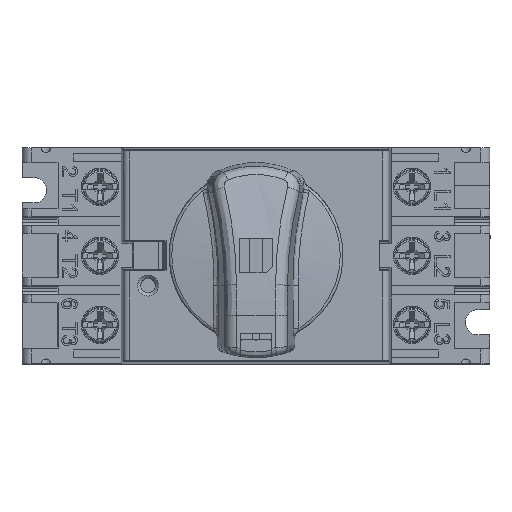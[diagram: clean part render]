
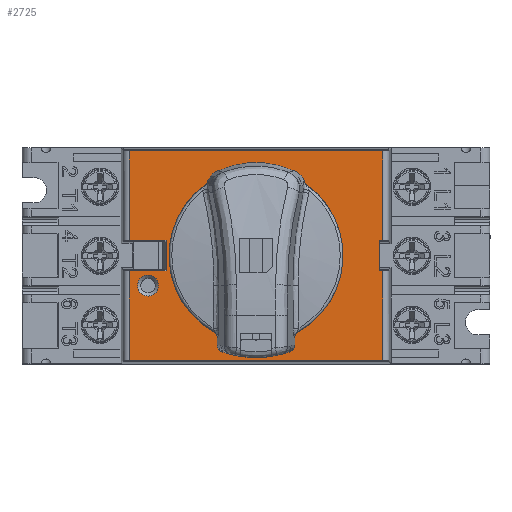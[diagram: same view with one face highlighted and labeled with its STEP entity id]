
A CAD part, top view. The second image highlights one B-rep face of the part: STEP entity #2725.
In plain terms, the highlighted planar face has unit normal (0, 0, 1).
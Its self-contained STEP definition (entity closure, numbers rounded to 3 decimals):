
#1142=FACE_BOUND('',#6344,.T.);
#1143=FACE_BOUND('',#6345,.T.);
#1144=FACE_BOUND('',#6346,.T.);
#1145=FACE_BOUND('',#6347,.T.);
#1451=CIRCLE('',#33170,1.75);
#1473=CIRCLE('',#33241,6.);
#1474=CIRCLE('',#33242,0.5);
#1475=CIRCLE('',#33243,8.3);
#1476=CIRCLE('',#33244,5.985);
#2725=ADVANCED_FACE('',(#1142,#1143,#1144,#1145),#3950,.T.);
#3950=PLANE('',#33245);
#6344=EDGE_LOOP('',(#9258,#9259,#9260,#9261,#9262,#9263,#9264,#9265,#9266,
#9267,#9268,#9269));
#6345=EDGE_LOOP('',(#9270,#9271,#9272,#9273,#9274,#9275,#9276,#9277,#9278,
#9279));
#6346=EDGE_LOOP('',(#9280));
#6347=EDGE_LOOP('',(#9281));
#9258=ORIENTED_EDGE('',*,*,#20949,.F.);
#9259=ORIENTED_EDGE('',*,*,#20927,.F.);
#9260=ORIENTED_EDGE('',*,*,#20977,.F.);
#9261=ORIENTED_EDGE('',*,*,#20978,.F.);
#9262=ORIENTED_EDGE('',*,*,#20936,.F.);
#9263=ORIENTED_EDGE('',*,*,#20882,.T.);
#9264=ORIENTED_EDGE('',*,*,#20940,.F.);
#9265=ORIENTED_EDGE('',*,*,#20913,.F.);
#9266=ORIENTED_EDGE('',*,*,#20908,.F.);
#9267=ORIENTED_EDGE('',*,*,#20979,.F.);
#9268=ORIENTED_EDGE('',*,*,#20947,.F.);
#9269=ORIENTED_EDGE('',*,*,#20897,.T.);
#9270=ORIENTED_EDGE('',*,*,#20980,.T.);
#9271=ORIENTED_EDGE('',*,*,#20981,.T.);
#9272=ORIENTED_EDGE('',*,*,#20982,.T.);
#9273=ORIENTED_EDGE('',*,*,#20983,.T.);
#9274=ORIENTED_EDGE('',*,*,#20984,.T.);
#9275=ORIENTED_EDGE('',*,*,#20985,.T.);
#9276=ORIENTED_EDGE('',*,*,#20986,.T.);
#9277=ORIENTED_EDGE('',*,*,#20987,.T.);
#9278=ORIENTED_EDGE('',*,*,#20988,.T.);
#9279=ORIENTED_EDGE('',*,*,#20989,.T.);
#9280=ORIENTED_EDGE('',*,*,#20990,.T.);
#9281=ORIENTED_EDGE('',*,*,#20820,.F.);
#16716=VERTEX_POINT('',#47374);
#16765=VERTEX_POINT('',#47498);
#16766=VERTEX_POINT('',#47500);
#16776=VERTEX_POINT('',#47528);
#16777=VERTEX_POINT('',#47530);
#16784=VERTEX_POINT('',#47554);
#16786=VERTEX_POINT('',#47557);
#16789=VERTEX_POINT('',#47574);
#16801=VERTEX_POINT('',#47610);
#16802=VERTEX_POINT('',#47612);
#16808=VERTEX_POINT('',#47633);
#16811=VERTEX_POINT('',#47652);
#16837=VERTEX_POINT('',#47713);
#16838=VERTEX_POINT('',#47717);
#16839=VERTEX_POINT('',#47718);
#16840=VERTEX_POINT('',#47720);
#16841=VERTEX_POINT('',#47722);
#16842=VERTEX_POINT('',#47724);
#16843=VERTEX_POINT('',#47726);
#16844=VERTEX_POINT('',#47728);
#16845=VERTEX_POINT('',#47730);
#16846=VERTEX_POINT('',#47732);
#16847=VERTEX_POINT('',#47734);
#16848=VERTEX_POINT('',#47737);
#20820=EDGE_CURVE('',#16716,#16716,#1451,.T.);
#20882=EDGE_CURVE('',#16766,#16765,#25694,.T.);
#20897=EDGE_CURVE('',#16777,#16776,#25705,.T.);
#20908=EDGE_CURVE('',#16784,#16786,#25714,.T.);
#20913=EDGE_CURVE('',#16786,#16789,#25716,.T.);
#20927=EDGE_CURVE('',#16801,#16802,#25723,.T.);
#20936=EDGE_CURVE('',#16766,#16808,#25727,.T.);
#20940=EDGE_CURVE('',#16789,#16765,#25728,.T.);
#20947=EDGE_CURVE('',#16777,#16811,#25734,.T.);
#20949=EDGE_CURVE('',#16802,#16776,#25735,.T.);
#20977=EDGE_CURVE('',#16837,#16801,#25750,.T.);
#20978=EDGE_CURVE('',#16808,#16837,#25751,.T.);
#20979=EDGE_CURVE('',#16811,#16784,#25752,.T.);
#20980=EDGE_CURVE('',#16838,#16839,#1473,.T.);
#20981=EDGE_CURVE('',#16839,#16840,#25753,.T.);
#20982=EDGE_CURVE('',#16840,#16841,#25754,.T.);
#20983=EDGE_CURVE('',#16841,#16842,#25755,.T.);
#20984=EDGE_CURVE('',#16842,#16843,#25756,.T.);
#20985=EDGE_CURVE('',#16843,#16844,#25757,.T.);
#20986=EDGE_CURVE('',#16844,#16845,#1474,.T.);
#20987=EDGE_CURVE('',#16845,#16846,#1475,.T.);
#20988=EDGE_CURVE('',#16846,#16847,#25758,.T.);
#20989=EDGE_CURVE('',#16847,#16838,#25759,.T.);
#20990=EDGE_CURVE('',#16848,#16848,#1476,.T.);
#25694=LINE('',#47499,#29518);
#25705=LINE('',#47529,#29529);
#25714=LINE('',#47556,#29538);
#25716=LINE('',#47573,#29540);
#25723=LINE('',#47611,#29547);
#25727=LINE('',#47632,#29551);
#25728=LINE('',#47643,#29552);
#25734=LINE('',#47655,#29558);
#25735=LINE('',#47659,#29559);
#25750=LINE('',#47712,#29574);
#25751=LINE('',#47714,#29575);
#25752=LINE('',#47715,#29576);
#25753=LINE('',#47719,#29577);
#25754=LINE('',#47721,#29578);
#25755=LINE('',#47723,#29579);
#25756=LINE('',#47725,#29580);
#25757=LINE('',#47727,#29581);
#25758=LINE('',#47733,#29582);
#25759=LINE('',#47735,#29583);
#29518=VECTOR('',#36394,1.);
#29529=VECTOR('',#36421,1.);
#29538=VECTOR('',#36438,1.);
#29540=VECTOR('',#36444,1.);
#29547=VECTOR('',#36467,1.);
#29551=VECTOR('',#36485,1.);
#29552=VECTOR('',#36494,1.);
#29558=VECTOR('',#36506,1.);
#29559=VECTOR('',#36511,1.);
#29574=VECTOR('',#36556,1.);
#29575=VECTOR('',#36557,1.);
#29576=VECTOR('',#36558,1.);
#29577=VECTOR('',#36561,1.);
#29578=VECTOR('',#36562,1.);
#29579=VECTOR('',#36563,1.);
#29580=VECTOR('',#36564,1.);
#29581=VECTOR('',#36565,1.);
#29582=VECTOR('',#36570,1.);
#29583=VECTOR('',#36571,1.);
#33170=AXIS2_PLACEMENT_3D('',#47373,#36300,#36301);
#33241=AXIS2_PLACEMENT_3D('',#47716,#36559,#36560);
#33242=AXIS2_PLACEMENT_3D('',#47729,#36566,#36567);
#33243=AXIS2_PLACEMENT_3D('',#47731,#36568,#36569);
#33244=AXIS2_PLACEMENT_3D('',#47736,#36572,#36573);
#33245=AXIS2_PLACEMENT_3D('',#47738,#36574,#36575);
#36300=DIRECTION('',(0.,0.,1.));
#36301=DIRECTION('',(0.,-1.,0.));
#36394=DIRECTION('',(0.,1.,0.));
#36421=DIRECTION('',(0.,-1.,0.));
#36438=DIRECTION('',(1.,0.,0.));
#36444=DIRECTION('',(0.,-1.,0.));
#36467=DIRECTION('',(0.,1.,0.));
#36485=DIRECTION('',(1.,0.,0.));
#36494=DIRECTION('',(-1.,0.,0.));
#36506=DIRECTION('',(-1.,0.,0.));
#36511=DIRECTION('',(1.,0.,0.));
#36556=DIRECTION('',(-1.,0.,0.));
#36557=DIRECTION('',(0.,-1.,0.));
#36558=DIRECTION('',(0.,1.,0.));
#36559=DIRECTION('',(0.,0.,1.));
#36560=DIRECTION('',(-0.169,0.986,0.));
#36561=DIRECTION('',(0.,-1.,0.));
#36562=DIRECTION('',(-1.,0.,0.));
#36563=DIRECTION('',(0.,-1.,0.));
#36564=DIRECTION('',(-1.,0.,0.));
#36565=DIRECTION('',(0.,1.,0.));
#36566=DIRECTION('',(0.,0.,1.));
#36567=DIRECTION('',(0.787,0.617,0.));
#36568=DIRECTION('',(0.,0.,-1.));
#36569=DIRECTION('',(0.981,-0.193,0.));
#36570=DIRECTION('',(0.,1.,0.));
#36571=DIRECTION('',(1.,0.,0.));
#36572=DIRECTION('',(0.,0.,-1.));
#36573=DIRECTION('',(0.,-1.,0.));
#36574=DIRECTION('',(0.,0.,1.));
#36575=DIRECTION('',(0.,-1.,0.));
#47373=CARTESIAN_POINT('',(0.,0.,48.));
#47374=CARTESIAN_POINT('',(0.,1.75,48.));
#47498=CARTESIAN_POINT('',(38.5,7.55,48.));
#47499=CARTESIAN_POINT('',(38.5,5.,48.));
#47500=CARTESIAN_POINT('',(38.5,2.45,48.));
#47528=CARTESIAN_POINT('',(3.,2.45,48.));
#47529=CARTESIAN_POINT('',(3.,3.825,48.));
#47530=CARTESIAN_POINT('',(3.,7.55,48.));
#47554=CARTESIAN_POINT('',(-3.159,22.439,48.));
#47556=CARTESIAN_POINT('',(6.75,22.439,48.));
#47557=CARTESIAN_POINT('',(39.159,22.439,48.));
#47573=CARTESIAN_POINT('',(39.159,14.,48.));
#47574=CARTESIAN_POINT('',(39.159,7.55,48.));
#47610=CARTESIAN_POINT('',(-3.159,-12.439,48.));
#47611=CARTESIAN_POINT('',(-3.159,-4.,48.));
#47612=CARTESIAN_POINT('',(-3.159,2.45,48.));
#47632=CARTESIAN_POINT('',(29.25,2.45,48.));
#47633=CARTESIAN_POINT('',(39.159,2.45,48.));
#47643=CARTESIAN_POINT('',(29.25,7.55,48.));
#47652=CARTESIAN_POINT('',(-3.159,7.55,48.));
#47655=CARTESIAN_POINT('',(10.5,7.55,48.));
#47659=CARTESIAN_POINT('',(6.75,2.45,48.));
#47712=CARTESIAN_POINT('',(29.25,-12.439,48.));
#47713=CARTESIAN_POINT('',(39.159,-12.439,48.));
#47714=CARTESIAN_POINT('',(39.159,14.,48.));
#47715=CARTESIAN_POINT('',(-3.159,-4.,48.));
#47716=CARTESIAN_POINT('',(18.,5.,48.));
#47717=CARTESIAN_POINT('',(12.642,7.7,48.));
#47718=CARTESIAN_POINT('',(20.7,-0.358,48.));
#47719=CARTESIAN_POINT('',(20.7,0.95,48.));
#47720=CARTESIAN_POINT('',(20.7,-3.1,48.));
#47721=CARTESIAN_POINT('',(17.094,-3.1,48.));
#47722=CARTESIAN_POINT('',(19.6,-3.1,48.));
#47723=CARTESIAN_POINT('',(19.6,-2.1,48.));
#47724=CARTESIAN_POINT('',(19.6,-9.2,48.));
#47725=CARTESIAN_POINT('',(17.2,-9.2,48.));
#47726=CARTESIAN_POINT('',(16.4,-9.2,48.));
#47727=CARTESIAN_POINT('',(16.4,0.928,48.));
#47728=CARTESIAN_POINT('',(16.4,-3.546,48.));
#47729=CARTESIAN_POINT('',(15.9,-3.546,48.));
#47730=CARTESIAN_POINT('',(16.019,-3.06,48.));
#47731=CARTESIAN_POINT('',(18.,5.,48.));
#47732=CARTESIAN_POINT('',(9.7,5.,48.));
#47733=CARTESIAN_POINT('',(9.7,6.35,48.));
#47734=CARTESIAN_POINT('',(9.7,7.7,48.));
#47735=CARTESIAN_POINT('',(15.321,7.7,48.));
#47736=CARTESIAN_POINT('',(18.,5.,48.));
#47737=CARTESIAN_POINT('',(18.,10.985,48.));
#47738=CARTESIAN_POINT('',(18.,5.,48.));
